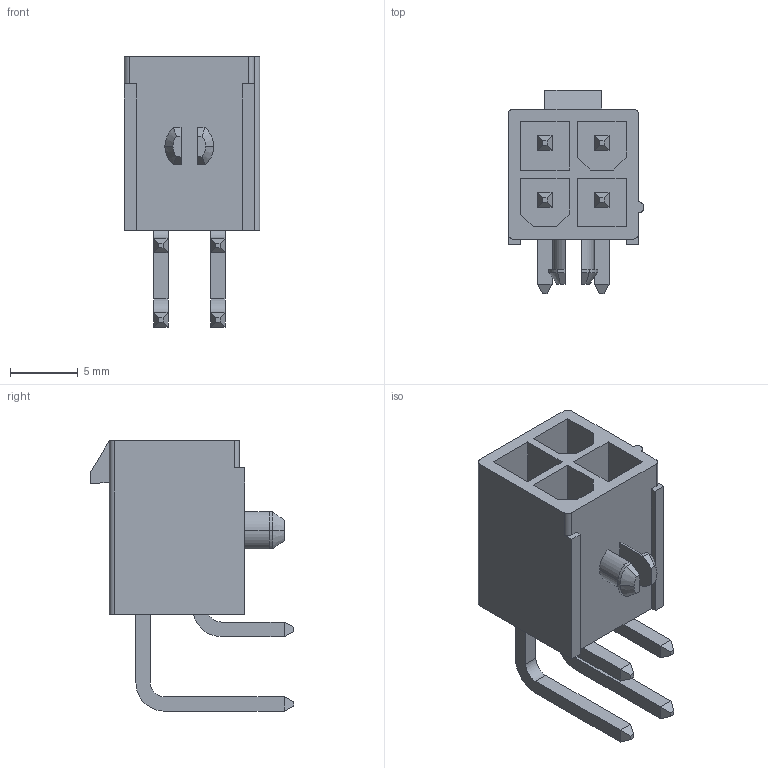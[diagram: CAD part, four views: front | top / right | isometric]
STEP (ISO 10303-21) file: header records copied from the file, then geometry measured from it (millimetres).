
FILE_DESCRIPTION (( 'STEP AP214' ), '1' );
FILE_NAME ('4Pin_Molex_Horizontal.STEP', '2024-08-31T23:38:44', ( '' ), ( '' ), 'SwSTEP 2.0', 'SolidWorks 2023', '' );
FILE_SCHEMA (( 'AUTOMOTIVE_DESIGN' ));
Length unit declared in the file: millimetre
Products named in the file (4): 39301040 v1.step; 4Pin_Molex_Horizontal; Main_1.step; Pins.step
Assembly tree (3 placements, depth 3):
  4Pin_Molex_Horizontal
    39301040 v1.step
      Main_1.step
      Pins.step
Bounding box: 10 x 15 x 19.93 mm (x, y, z)
Volume: 834.1 mm3; surface area: 1665.9 mm2
Topology: 5 solids, 5 shells, 166 faces, 406 edges, 256 vertices
Faces by surface type: plane 140, cylinder 22, cone 4
Entity records: 4921 total; most frequent: CARTESIAN_POINT 845, ORIENTED_EDGE 812, DIRECTION 796, EDGE_CURVE 406, VECTOR 354, LINE 354, VERTEX_POINT 256, AXIS2_PLACEMENT_3D 221
